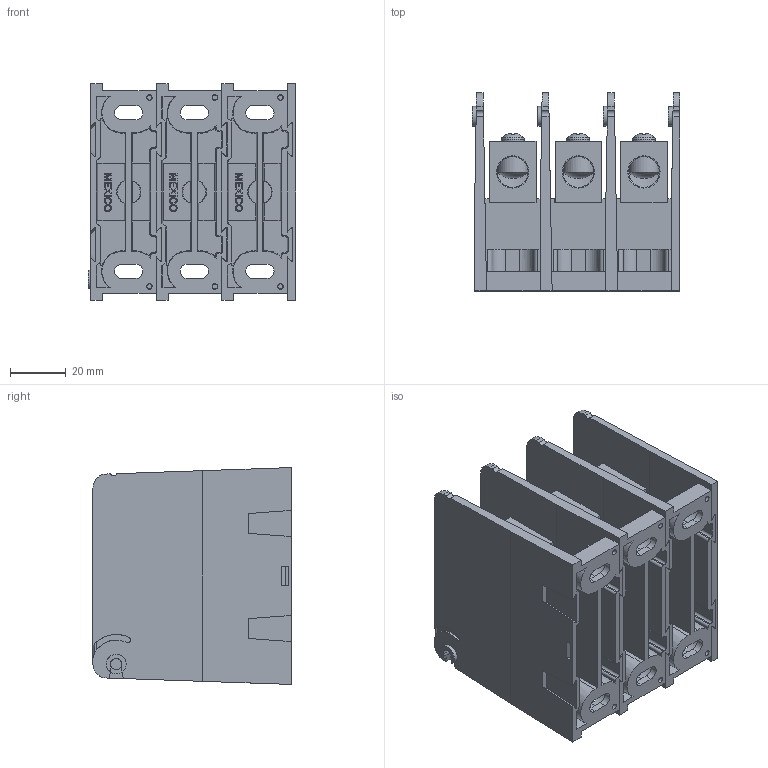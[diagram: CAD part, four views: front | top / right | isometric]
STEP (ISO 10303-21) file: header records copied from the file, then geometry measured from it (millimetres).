
FILE_DESCRIPTION (( 'STEP AP214' ), '1' );
FILE_NAME ('701925rev-3P.STEP', '2014-01-13T15:50:03', ( '' ), ( '' ), 'SwSTEP 2.0', 'SolidWorks 2013', '' );
FILE_SCHEMA (( 'AUTOMOTIVE_DESIGN' ));
Length unit declared in the file: inch
Products named in the file (1): 701925rev-3P
Bounding box: 74.78 x 71.37 x 78.11 mm (x, y, z)
Volume: 142190 mm3; surface area: 102331.5 mm2
Topology: 16 solids, 16 shells, 1096 faces, 2948 edges, 1953 vertices
Faces by surface type: plane 650, cylinder 179, bspline 177, cone 78, torus 9, sphere 3
Full cylindrical faces by diameter (mm): 3.658 x3, 4.064 x1, 5.41 x3, 7.112 x1, 8.179 x3, 9.931 x6, 11.112 x6, 11.125 x6
Entity records: 60292 total; most frequent: CARTESIAN_POINT 20767, ORIENTED_EDGE 5690, DIRECTION 4395, EDGE_CURVE 2845, VERTEX_POINT 1924, LINE 1877, VECTOR 1877, EDGE_LOOP 1263
